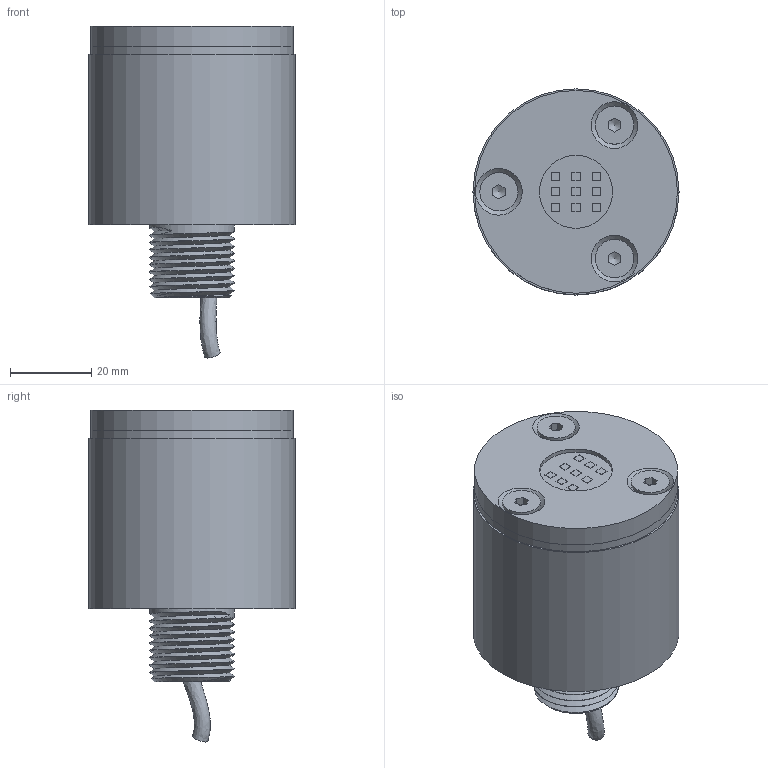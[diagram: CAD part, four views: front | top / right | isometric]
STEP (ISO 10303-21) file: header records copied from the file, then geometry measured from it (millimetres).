
FILE_DESCRIPTION(('STEP AP214'), '1');
FILE_NAME('Ð11-20 ïðîæåêòîð ñâåòîäèîäíûé ìèíè 5 Âò', '2025-02-27T10:57:44', ('Runwill'), (''), 'C3D Converter', 'C3D Toolkit', '');
FILE_SCHEMA(('AUTOMOTIVE_DESIGN { 1 0 10303 214 3 1 1}'));
Length unit declared in the file: millimetre
Assembly tree (8 placements, depth 2):
  (unnamed)
    (unnamed)
    (unnamed)
    (unnamed)  x2
    (unnamed)  x2
    (unnamed)
    (unnamed)
Bounding box: 50.8 x 50.8 x 81.86 mm (x, y, z)
Volume: 53843.4 mm3; surface area: 41356.8 mm2
Topology: 17 solids, 17 shells, 156 faces, 336 edges, 217 vertices
Faces by surface type: plane 93, cylinder 36, cone 14, torus 10, bspline 3
Full cylindrical faces by diameter (mm): 4.134 x3, 5 x3, 5.5 x6, 9.43 x3, 16 x1, 18 x1, 20.9 x1, 26.985 x3, 30.5 x1, 32 x1, 47.8 x1, 50 x2, 50.8 x1
Entity records: 9327 total; most frequent: CARTESIAN_POINT 5552, DIRECTION 572, ORIENTED_EDGE 504, EDGE_CURVE 252, AXIS2_PLACEMENT_3D 215, EDGE_LOOP 206, VERTEX_POINT 188, LINE 142
